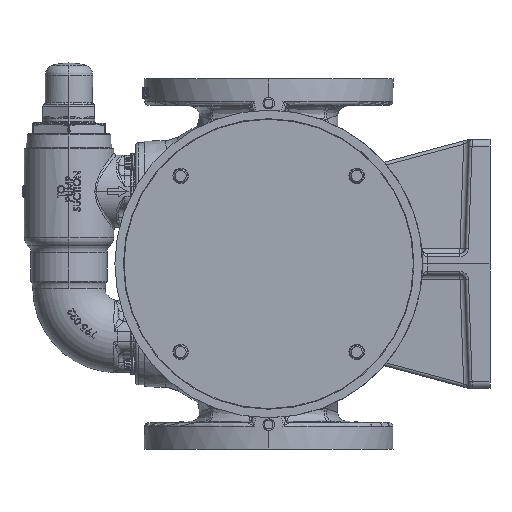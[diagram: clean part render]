
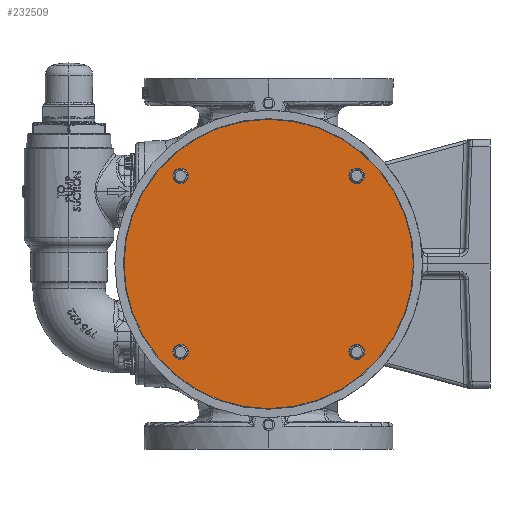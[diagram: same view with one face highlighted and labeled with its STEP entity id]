
A CAD part, left-side view. The second image highlights one B-rep face of the part: STEP entity #232509.
In plain terms, the highlighted planar face has unit normal (-1, 0, 0).
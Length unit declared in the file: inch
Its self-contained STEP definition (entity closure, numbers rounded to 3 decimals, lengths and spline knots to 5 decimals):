
#3416 = AXIS2_PLACEMENT_3D ( 'NONE', #33282, #159138, #51335 ) ;
#6893 = DIRECTION ( 'NONE',  ( -1., 0., 0. ) ) ;
#7554 = VERTEX_POINT ( 'NONE', #59526 ) ;
#10148 = ORIENTED_EDGE ( 'NONE', *, *, #57728, .F. ) ;
#10442 = PLANE ( 'NONE',  #73050 ) ;
#13836 = FACE_BOUND ( 'NONE', #102535, .T. ) ;
#21793 = CARTESIAN_POINT ( 'NONE',  ( -21.83, 3.18198, 3.46323 ) ) ;
#21915 = CARTESIAN_POINT ( 'NONE',  ( -21.83, 3.18198, -3.18198 ) ) ;
#23959 = EDGE_LOOP ( 'NONE', ( #79998, #173799 ) ) ;
#24773 = VERTEX_POINT ( 'NONE', #157032 ) ;
#32503 = CARTESIAN_POINT ( 'NONE',  ( -21.83, -3.18198, -3.18198 ) ) ;
#33185 = ORIENTED_EDGE ( 'NONE', *, *, #112101, .F. ) ;
#33282 = CARTESIAN_POINT ( 'NONE',  ( -21.83, 3.18198, 3.18198 ) ) ;
#33693 = CARTESIAN_POINT ( 'NONE',  ( -21.83, 0., 0. ) ) ;
#34717 = VERTEX_POINT ( 'NONE', #90039 ) ;
#35963 = VERTEX_POINT ( 'NONE', #21793 ) ;
#36983 = AXIS2_PLACEMENT_3D ( 'NONE', #75694, #201455, #93713 ) ;
#39505 = VERTEX_POINT ( 'NONE', #120369 ) ;
#39988 = DIRECTION ( 'NONE',  ( 0., 0., 1. ) ) ;
#41693 = CIRCLE ( 'NONE', #3416, 0.28125 ) ;
#42350 = CIRCLE ( 'NONE', #70502, 0.28125 ) ;
#47346 = DIRECTION ( 'NONE',  ( 1., 0., 0. ) ) ;
#48992 = EDGE_CURVE ( 'NONE', #39505, #71081, #61467, .T. ) ;
#50584 = DIRECTION ( 'NONE',  ( 0., 0., 1. ) ) ;
#51335 = DIRECTION ( 'NONE',  ( 0., 0., 1. ) ) ;
#51756 = DIRECTION ( 'NONE',  ( 0., 0., -1. ) ) ;
#54312 = VERTEX_POINT ( 'NONE', #69514 ) ;
#57728 = EDGE_CURVE ( 'NONE', #7554, #35963, #41693, .T. ) ;
#58486 = CARTESIAN_POINT ( 'NONE',  ( -21.83, 0., 0. ) ) ;
#59526 = CARTESIAN_POINT ( 'NONE',  ( -21.83, 3.18198, 2.90073 ) ) ;
#60310 = EDGE_LOOP ( 'NONE', ( #194553, #10148 ) ) ;
#61467 = CIRCLE ( 'NONE', #77414, 0.28125 ) ;
#61662 = FACE_BOUND ( 'NONE', #60310, .T. ) ;
#66039 = CIRCLE ( 'NONE', #138686, 5.2305 ) ;
#66233 = DIRECTION ( 'NONE',  ( -1., 0., 0. ) ) ;
#69514 = CARTESIAN_POINT ( 'NONE',  ( -21.83, -3.18198, -3.46323 ) ) ;
#70502 = AXIS2_PLACEMENT_3D ( 'NONE', #114638, #6893, #132720 ) ;
#71081 = VERTEX_POINT ( 'NONE', #86958 ) ;
#72919 = FACE_BOUND ( 'NONE', #23959, .T. ) ;
#73050 = AXIS2_PLACEMENT_3D ( 'NONE', #155112, #47346, #173225 ) ;
#75694 = CARTESIAN_POINT ( 'NONE',  ( -21.83, 3.18198, -3.18198 ) ) ;
#76387 = EDGE_CURVE ( 'NONE', #101321, #129055, #163735, .T. ) ;
#76618 = DIRECTION ( 'NONE',  ( 0., 0., -1. ) ) ;
#77329 = CIRCLE ( 'NONE', #114562, 0.28125 ) ;
#77414 = AXIS2_PLACEMENT_3D ( 'NONE', #85914, #211676, #103981 ) ;
#79998 = ORIENTED_EDGE ( 'NONE', *, *, #48992, .F. ) ;
#85914 = CARTESIAN_POINT ( 'NONE',  ( -21.83, -3.18198, 3.18198 ) ) ;
#86958 = CARTESIAN_POINT ( 'NONE',  ( -21.83, -3.18198, 2.90073 ) ) ;
#87085 = AXIS2_PLACEMENT_3D ( 'NONE', #58486, #184305, #76618 ) ;
#90039 = CARTESIAN_POINT ( 'NONE',  ( -21.83, -3.18198, -2.90073 ) ) ;
#90953 = CIRCLE ( 'NONE', #183487, 0.28125 ) ;
#92435 = DIRECTION ( 'NONE',  ( -1., 0., 0. ) ) ;
#93713 = DIRECTION ( 'NONE',  ( 0., 0., 1. ) ) ;
#96706 = ORIENTED_EDGE ( 'NONE', *, *, #101113, .F. ) ;
#101113 = EDGE_CURVE ( 'NONE', #24773, #193297, #192282, .T. ) ;
#101194 = EDGE_CURVE ( 'NONE', #35963, #7554, #90953, .T. ) ;
#101321 = VERTEX_POINT ( 'NONE', #195822 ) ;
#102535 = EDGE_LOOP ( 'NONE', ( #228370, #121209 ) ) ;
#103981 = DIRECTION ( 'NONE',  ( 0., 0., 1. ) ) ;
#110781 = CARTESIAN_POINT ( 'NONE',  ( -21.83, 0., -5.2305 ) ) ;
#112101 = EDGE_CURVE ( 'NONE', #54312, #34717, #42350, .T. ) ;
#114562 = AXIS2_PLACEMENT_3D ( 'NONE', #200149, #92435, #218205 ) ;
#114638 = CARTESIAN_POINT ( 'NONE',  ( -21.83, -3.18198, -3.18198 ) ) ;
#117489 = CIRCLE ( 'NONE', #36983, 0.28125 ) ;
#120369 = CARTESIAN_POINT ( 'NONE',  ( -21.83, -3.18198, 3.46323 ) ) ;
#120855 = ORIENTED_EDGE ( 'NONE', *, *, #137127, .F. ) ;
#121209 = ORIENTED_EDGE ( 'NONE', *, *, #76387, .F. ) ;
#124740 = CARTESIAN_POINT ( 'NONE',  ( -21.83, 3.18198, -2.90073 ) ) ;
#129055 = VERTEX_POINT ( 'NONE', #124740 ) ;
#132436 = EDGE_CURVE ( 'NONE', #129055, #101321, #117489, .T. ) ;
#132720 = DIRECTION ( 'NONE',  ( 0., 0., 1. ) ) ;
#136427 = EDGE_LOOP ( 'NONE', ( #120855, #96706 ) ) ;
#136970 = EDGE_CURVE ( 'NONE', #71081, #39505, #77329, .T. ) ;
#137127 = EDGE_CURVE ( 'NONE', #193297, #24773, #66039, .T. ) ;
#138686 = AXIS2_PLACEMENT_3D ( 'NONE', #33693, #159534, #51756 ) ;
#147817 = DIRECTION ( 'NONE',  ( -1., 0., 0. ) ) ;
#155112 = CARTESIAN_POINT ( 'NONE',  ( -21.83, 5.2305, 0. ) ) ;
#157032 = CARTESIAN_POINT ( 'NONE',  ( -21.83, 0., 5.2305 ) ) ;
#157373 = FACE_OUTER_BOUND ( 'NONE', #136427, .T. ) ;
#158326 = DIRECTION ( 'NONE',  ( -1., 0., 0. ) ) ;
#159138 = DIRECTION ( 'NONE',  ( -1., 0., 0. ) ) ;
#159534 = DIRECTION ( 'NONE',  ( 1., 0., 0. ) ) ;
#163735 = CIRCLE ( 'NONE', #222680, 0.28125 ) ;
#170074 = EDGE_LOOP ( 'NONE', ( #205390, #33185 ) ) ;
#173225 = DIRECTION ( 'NONE',  ( 0., 0., -1. ) ) ;
#173799 = ORIENTED_EDGE ( 'NONE', *, *, #136970, .F. ) ;
#174015 = CARTESIAN_POINT ( 'NONE',  ( -21.83, 3.18198, 3.18198 ) ) ;
#183487 = AXIS2_PLACEMENT_3D ( 'NONE', #174015, #66233, #191957 ) ;
#184305 = DIRECTION ( 'NONE',  ( 1., 0., 0. ) ) ;
#184910 = AXIS2_PLACEMENT_3D ( 'NONE', #32503, #158326, #50584 ) ;
#190756 = CIRCLE ( 'NONE', #184910, 0.28125 ) ;
#191957 = DIRECTION ( 'NONE',  ( 0., 0., 1. ) ) ;
#192282 = CIRCLE ( 'NONE', #87085, 5.2305 ) ;
#193297 = VERTEX_POINT ( 'NONE', #110781 ) ;
#194553 = ORIENTED_EDGE ( 'NONE', *, *, #101194, .F. ) ;
#195822 = CARTESIAN_POINT ( 'NONE',  ( -21.83, 3.18198, -3.46323 ) ) ;
#199472 = FACE_BOUND ( 'NONE', #170074, .T. ) ;
#200149 = CARTESIAN_POINT ( 'NONE',  ( -21.83, -3.18198, 3.18198 ) ) ;
#201455 = DIRECTION ( 'NONE',  ( -1., 0., 0. ) ) ;
#205390 = ORIENTED_EDGE ( 'NONE', *, *, #215086, .F. ) ;
#211676 = DIRECTION ( 'NONE',  ( -1., 0., 0. ) ) ;
#215086 = EDGE_CURVE ( 'NONE', #34717, #54312, #190756, .T. ) ;
#218205 = DIRECTION ( 'NONE',  ( 0., 0., 1. ) ) ;
#222680 = AXIS2_PLACEMENT_3D ( 'NONE', #21915, #147817, #39988 ) ;
#228370 = ORIENTED_EDGE ( 'NONE', *, *, #132436, .F. ) ;
#232509 = ADVANCED_FACE ( 'NONE', ( #13836, #72919, #157373, #61662, #199472 ), #10442, .F. ) ;
